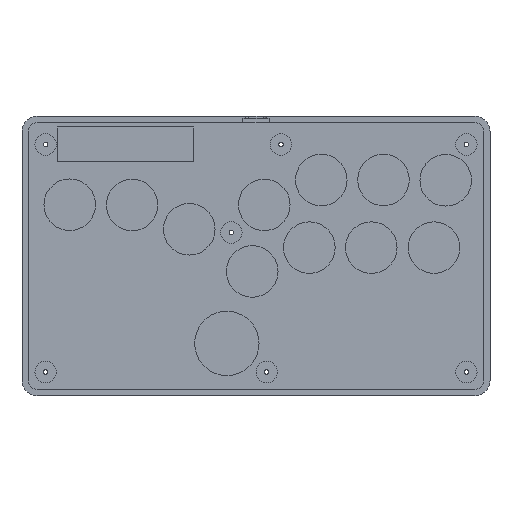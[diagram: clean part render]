
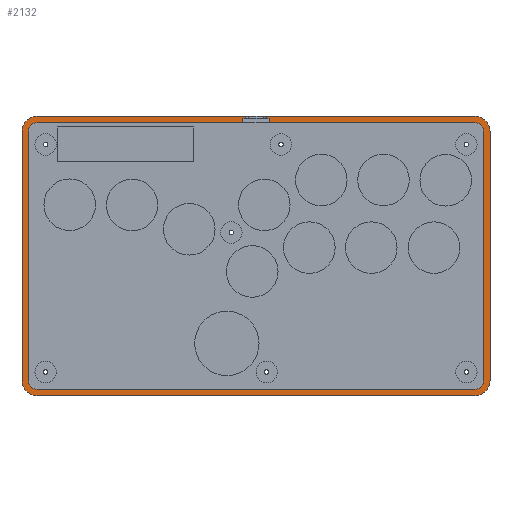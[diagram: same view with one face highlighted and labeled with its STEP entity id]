
A CAD part, top view. The second image highlights one B-rep face of the part: STEP entity #2132.
In plain terms, the highlighted planar face has unit normal (0, 0, 1).
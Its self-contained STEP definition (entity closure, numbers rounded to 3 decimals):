
#114=CIRCLE('',#2296,4.);
#115=CIRCLE('',#2297,4.);
#116=CIRCLE('',#2298,4.);
#117=CIRCLE('',#2299,4.);
#118=CIRCLE('',#2300,7.);
#119=CIRCLE('',#2301,7.);
#120=CIRCLE('',#2302,7.);
#121=CIRCLE('',#2303,7.);
#224=FACE_OUTER_BOUND('',#365,.T.);
#365=EDGE_LOOP('',(#1700,#1701,#1702,#1703,#1704,#1705,#1706,#1707,#1708,
#1709,#1710,#1711,#1712,#1713,#1714,#1715,#1716,#1717,#1718,#1719,#1720,
#1721,#1722,#1723));
#602=LINE('',#3377,#824);
#603=LINE('',#3379,#825);
#604=LINE('',#3381,#826);
#605=LINE('',#3383,#827);
#606=LINE('',#3387,#828);
#607=LINE('',#3391,#829);
#608=LINE('',#3395,#830);
#609=LINE('',#3399,#831);
#610=LINE('',#3401,#832);
#611=LINE('',#3403,#833);
#612=LINE('',#3405,#834);
#613=LINE('',#3407,#835);
#614=LINE('',#3411,#836);
#615=LINE('',#3415,#837);
#616=LINE('',#3419,#838);
#617=LINE('',#3422,#839);
#824=VECTOR('',#2723,10.);
#825=VECTOR('',#2724,10.);
#826=VECTOR('',#2725,10.);
#827=VECTOR('',#2726,10.);
#828=VECTOR('',#2729,10.);
#829=VECTOR('',#2732,10.);
#830=VECTOR('',#2735,10.);
#831=VECTOR('',#2738,10.);
#832=VECTOR('',#2739,10.);
#833=VECTOR('',#2740,10.);
#834=VECTOR('',#2741,10.);
#835=VECTOR('',#2742,10.);
#836=VECTOR('',#2745,10.);
#837=VECTOR('',#2748,10.);
#838=VECTOR('',#2751,10.);
#839=VECTOR('',#2754,10.);
#1017=VERTEX_POINT('',#3375);
#1018=VERTEX_POINT('',#3376);
#1019=VERTEX_POINT('',#3378);
#1020=VERTEX_POINT('',#3380);
#1021=VERTEX_POINT('',#3382);
#1022=VERTEX_POINT('',#3384);
#1023=VERTEX_POINT('',#3386);
#1024=VERTEX_POINT('',#3388);
#1025=VERTEX_POINT('',#3390);
#1026=VERTEX_POINT('',#3392);
#1027=VERTEX_POINT('',#3394);
#1028=VERTEX_POINT('',#3396);
#1029=VERTEX_POINT('',#3398);
#1030=VERTEX_POINT('',#3400);
#1031=VERTEX_POINT('',#3402);
#1032=VERTEX_POINT('',#3404);
#1033=VERTEX_POINT('',#3406);
#1034=VERTEX_POINT('',#3408);
#1035=VERTEX_POINT('',#3410);
#1036=VERTEX_POINT('',#3412);
#1037=VERTEX_POINT('',#3414);
#1038=VERTEX_POINT('',#3416);
#1039=VERTEX_POINT('',#3418);
#1040=VERTEX_POINT('',#3420);
#1264=EDGE_CURVE('',#1017,#1018,#602,.T.);
#1265=EDGE_CURVE('',#1018,#1019,#603,.T.);
#1266=EDGE_CURVE('',#1019,#1020,#604,.T.);
#1267=EDGE_CURVE('',#1020,#1021,#605,.T.);
#1268=EDGE_CURVE('',#1021,#1022,#114,.T.);
#1269=EDGE_CURVE('',#1022,#1023,#606,.T.);
#1270=EDGE_CURVE('',#1023,#1024,#115,.T.);
#1271=EDGE_CURVE('',#1024,#1025,#607,.T.);
#1272=EDGE_CURVE('',#1025,#1026,#116,.T.);
#1273=EDGE_CURVE('',#1026,#1027,#608,.T.);
#1274=EDGE_CURVE('',#1027,#1028,#117,.T.);
#1275=EDGE_CURVE('',#1028,#1029,#609,.T.);
#1276=EDGE_CURVE('',#1029,#1030,#610,.T.);
#1277=EDGE_CURVE('',#1030,#1031,#611,.T.);
#1278=EDGE_CURVE('',#1031,#1032,#612,.T.);
#1279=EDGE_CURVE('',#1032,#1033,#613,.T.);
#1280=EDGE_CURVE('',#1033,#1034,#118,.T.);
#1281=EDGE_CURVE('',#1034,#1035,#614,.T.);
#1282=EDGE_CURVE('',#1035,#1036,#119,.T.);
#1283=EDGE_CURVE('',#1036,#1037,#615,.T.);
#1284=EDGE_CURVE('',#1037,#1038,#120,.T.);
#1285=EDGE_CURVE('',#1038,#1039,#616,.T.);
#1286=EDGE_CURVE('',#1039,#1040,#121,.T.);
#1287=EDGE_CURVE('',#1040,#1017,#617,.T.);
#1700=ORIENTED_EDGE('',*,*,#1264,.T.);
#1701=ORIENTED_EDGE('',*,*,#1265,.T.);
#1702=ORIENTED_EDGE('',*,*,#1266,.T.);
#1703=ORIENTED_EDGE('',*,*,#1267,.T.);
#1704=ORIENTED_EDGE('',*,*,#1268,.T.);
#1705=ORIENTED_EDGE('',*,*,#1269,.T.);
#1706=ORIENTED_EDGE('',*,*,#1270,.T.);
#1707=ORIENTED_EDGE('',*,*,#1271,.T.);
#1708=ORIENTED_EDGE('',*,*,#1272,.T.);
#1709=ORIENTED_EDGE('',*,*,#1273,.T.);
#1710=ORIENTED_EDGE('',*,*,#1274,.T.);
#1711=ORIENTED_EDGE('',*,*,#1275,.T.);
#1712=ORIENTED_EDGE('',*,*,#1276,.T.);
#1713=ORIENTED_EDGE('',*,*,#1277,.T.);
#1714=ORIENTED_EDGE('',*,*,#1278,.T.);
#1715=ORIENTED_EDGE('',*,*,#1279,.T.);
#1716=ORIENTED_EDGE('',*,*,#1280,.T.);
#1717=ORIENTED_EDGE('',*,*,#1281,.T.);
#1718=ORIENTED_EDGE('',*,*,#1282,.T.);
#1719=ORIENTED_EDGE('',*,*,#1283,.T.);
#1720=ORIENTED_EDGE('',*,*,#1284,.T.);
#1721=ORIENTED_EDGE('',*,*,#1285,.T.);
#1722=ORIENTED_EDGE('',*,*,#1286,.T.);
#1723=ORIENTED_EDGE('',*,*,#1287,.T.);
#2032=PLANE('',#2295);
#2132=ADVANCED_FACE('',(#224),#2032,.F.);
#2295=AXIS2_PLACEMENT_3D('',#3374,#2721,#2722);
#2296=AXIS2_PLACEMENT_3D('',#3385,#2727,#2728);
#2297=AXIS2_PLACEMENT_3D('',#3389,#2730,#2731);
#2298=AXIS2_PLACEMENT_3D('',#3393,#2733,#2734);
#2299=AXIS2_PLACEMENT_3D('',#3397,#2736,#2737);
#2300=AXIS2_PLACEMENT_3D('',#3409,#2743,#2744);
#2301=AXIS2_PLACEMENT_3D('',#3413,#2746,#2747);
#2302=AXIS2_PLACEMENT_3D('',#3417,#2749,#2750);
#2303=AXIS2_PLACEMENT_3D('',#3421,#2752,#2753);
#2721=DIRECTION('center_axis',(0.,0.,-1.));
#2722=DIRECTION('ref_axis',(-1.,0.,0.));
#2723=DIRECTION('',(0.,-1.,0.));
#2724=DIRECTION('',(1.,0.,0.));
#2725=DIRECTION('',(0.,-1.,0.));
#2726=DIRECTION('',(1.,0.,0.));
#2727=DIRECTION('center_axis',(0.,0.,-1.));
#2728=DIRECTION('ref_axis',(1.,0.,0.));
#2729=DIRECTION('',(0.,-1.,0.));
#2730=DIRECTION('center_axis',(0.,0.,-1.));
#2731=DIRECTION('ref_axis',(0.,-1.,0.));
#2732=DIRECTION('',(-1.,0.,0.));
#2733=DIRECTION('center_axis',(0.,0.,-1.));
#2734=DIRECTION('ref_axis',(-1.,0.,0.));
#2735=DIRECTION('',(0.,1.,0.));
#2736=DIRECTION('center_axis',(0.,0.,-1.));
#2737=DIRECTION('ref_axis',(0.,1.,0.));
#2738=DIRECTION('',(1.,0.,0.));
#2739=DIRECTION('',(0.,1.,0.));
#2740=DIRECTION('',(1.,0.,0.));
#2741=DIRECTION('',(0.,1.,0.));
#2742=DIRECTION('',(-1.,0.,0.));
#2743=DIRECTION('center_axis',(0.,0.,1.));
#2744=DIRECTION('ref_axis',(0.,1.,0.));
#2745=DIRECTION('',(0.,-1.,0.));
#2746=DIRECTION('center_axis',(0.,0.,1.));
#2747=DIRECTION('ref_axis',(-1.,0.,0.));
#2748=DIRECTION('',(1.,0.,0.));
#2749=DIRECTION('center_axis',(0.,0.,1.));
#2750=DIRECTION('ref_axis',(0.,-1.,0.));
#2751=DIRECTION('',(0.,1.,0.));
#2752=DIRECTION('center_axis',(0.,0.,1.));
#2753=DIRECTION('ref_axis',(1.,0.,0.));
#2754=DIRECTION('',(-1.,0.,0.));
#3374=CARTESIAN_POINT('Origin',(0.,-1.2,3.));
#3375=CARTESIAN_POINT('',(4.85,63.85,3.));
#3376=CARTESIAN_POINT('',(4.85,62.85,3.));
#3377=CARTESIAN_POINT('',(4.85,31.325,3.));
#3378=CARTESIAN_POINT('',(6.1,62.85,3.));
#3379=CARTESIAN_POINT('',(-3.05,62.85,3.));
#3380=CARTESIAN_POINT('',(6.1,60.85,3.));
#3381=CARTESIAN_POINT('',(6.1,30.825,3.));
#3382=CARTESIAN_POINT('',(102.,60.85,3.));
#3383=CARTESIAN_POINT('',(3.05,60.85,3.));
#3384=CARTESIAN_POINT('',(106.,56.85,3.));
#3385=CARTESIAN_POINT('Origin',(102.,56.85,3.));
#3386=CARTESIAN_POINT('',(106.,-59.25,3.));
#3387=CARTESIAN_POINT('',(106.,27.825,3.));
#3388=CARTESIAN_POINT('',(102.,-63.25,3.));
#3389=CARTESIAN_POINT('Origin',(102.,-59.25,3.));
#3390=CARTESIAN_POINT('',(-102.,-63.25,3.));
#3391=CARTESIAN_POINT('',(51.,-63.25,3.));
#3392=CARTESIAN_POINT('',(-106.,-59.25,3.));
#3393=CARTESIAN_POINT('Origin',(-102.,-59.25,3.));
#3394=CARTESIAN_POINT('',(-106.,56.85,3.));
#3395=CARTESIAN_POINT('',(-106.,-30.225,3.));
#3396=CARTESIAN_POINT('',(-102.,60.85,3.));
#3397=CARTESIAN_POINT('Origin',(-102.,56.85,3.));
#3398=CARTESIAN_POINT('',(-6.1,60.85,3.));
#3399=CARTESIAN_POINT('',(-51.,60.85,3.));
#3400=CARTESIAN_POINT('',(-6.1,62.85,3.));
#3401=CARTESIAN_POINT('',(-6.1,29.825,3.));
#3402=CARTESIAN_POINT('',(-4.89,62.85,3.));
#3403=CARTESIAN_POINT('',(-3.05,62.85,3.));
#3404=CARTESIAN_POINT('',(-4.89,63.85,3.));
#3405=CARTESIAN_POINT('',(-4.89,30.825,3.));
#3406=CARTESIAN_POINT('',(-102.,63.85,3.));
#3407=CARTESIAN_POINT('',(51.,63.85,3.));
#3408=CARTESIAN_POINT('',(-109.,56.85,3.));
#3409=CARTESIAN_POINT('Origin',(-102.,56.85,3.));
#3410=CARTESIAN_POINT('',(-109.,-59.25,3.));
#3411=CARTESIAN_POINT('',(-109.,27.825,3.));
#3412=CARTESIAN_POINT('',(-102.,-66.25,3.));
#3413=CARTESIAN_POINT('Origin',(-102.,-59.25,3.));
#3414=CARTESIAN_POINT('',(102.,-66.25,3.));
#3415=CARTESIAN_POINT('',(-51.,-66.25,3.));
#3416=CARTESIAN_POINT('',(109.,-59.25,3.));
#3417=CARTESIAN_POINT('Origin',(102.,-59.25,3.));
#3418=CARTESIAN_POINT('',(109.,56.85,3.));
#3419=CARTESIAN_POINT('',(109.,-30.225,3.));
#3420=CARTESIAN_POINT('',(102.,63.85,3.));
#3421=CARTESIAN_POINT('Origin',(102.,56.85,3.));
#3422=CARTESIAN_POINT('',(51.,63.85,3.));
